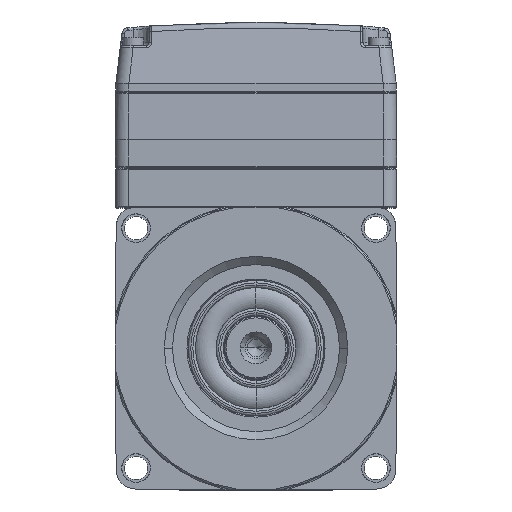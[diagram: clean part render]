
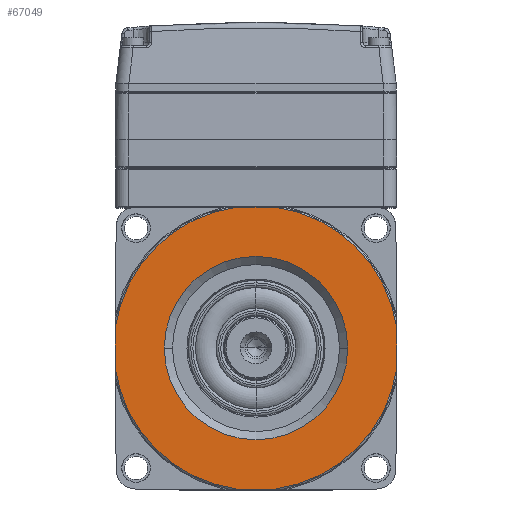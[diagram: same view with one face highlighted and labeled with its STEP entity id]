
A CAD part, top view. The second image highlights one B-rep face of the part: STEP entity #67049.
In plain terms, the highlighted planar face has unit normal (0, 0, -1).
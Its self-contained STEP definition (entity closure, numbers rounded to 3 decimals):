
#1517=DIRECTION('',(-1.,0.,0.));
#1518=VECTOR('',#1517,14.731);
#1519=CARTESIAN_POINT('',(7.365,-54.,3.));
#1520=LINE('',#1519,#1518);
#2127=DIRECTION('',(0.009,1.,0.));
#2128=VECTOR('',#2127,7.852);
#2129=CARTESIAN_POINT('',(-54.,0.,3.));
#2130=LINE('',#2129,#2128);
#3111=CARTESIAN_POINT('',(0.,0.,3.));
#3112=DIRECTION('',(0.,0.,-1.));
#3113=DIRECTION('',(0.99,-0.144,0.));
#3114=AXIS2_PLACEMENT_3D('',#3111,#3112,#3113);
#3116=CARTESIAN_POINT('',(0.,0.,3.));
#3117=DIRECTION('',(0.,0.,-1.));
#3118=DIRECTION('',(0.135,0.991,0.));
#3119=AXIS2_PLACEMENT_3D('',#3116,#3117,#3118);
#3121=CARTESIAN_POINT('',(0.,0.,3.));
#3122=DIRECTION('',(0.,0.,-1.));
#3123=DIRECTION('',(-0.99,0.144,0.));
#3124=AXIS2_PLACEMENT_3D('',#3121,#3122,#3123);
#3126=DIRECTION('',(-0.009,1.,0.));
#3127=VECTOR('',#3126,7.852);
#3128=CARTESIAN_POINT('',(-53.931,-7.851,3.));
#3129=LINE('',#3128,#3127);
#3130=CARTESIAN_POINT('',(0.,0.,3.));
#3131=DIRECTION('',(0.,0.,-1.));
#3132=DIRECTION('',(-0.135,-0.991,0.));
#3133=AXIS2_PLACEMENT_3D('',#3130,#3131,#3132);
#3135=CARTESIAN_POINT('',(0.,0.,3.));
#3136=DIRECTION('',(0.,0.,1.));
#3137=DIRECTION('',(-1.,0.,0.));
#3138=AXIS2_PLACEMENT_3D('',#3135,#3136,#3137);
#3140=CARTESIAN_POINT('',(0.,0.,3.));
#3141=DIRECTION('',(0.,0.,1.));
#3142=DIRECTION('',(1.,0.,0.));
#3143=AXIS2_PLACEMENT_3D('',#3140,#3141,#3142);
#3436=DIRECTION('',(-0.009,-1.,0.));
#3437=VECTOR('',#3436,7.852);
#3438=CARTESIAN_POINT('',(54.,0.,3.));
#3439=LINE('',#3438,#3437);
#3462=DIRECTION('',(0.009,-1.,0.));
#3463=VECTOR('',#3462,7.852);
#3464=CARTESIAN_POINT('',(53.931,7.851,3.));
#3465=LINE('',#3464,#3463);
#3979=DIRECTION('',(1.,0.,0.));
#3980=VECTOR('',#3979,14.731);
#3981=CARTESIAN_POINT('',(-7.365,54.,3.));
#3982=LINE('',#3981,#3980);
#51971=CARTESIAN_POINT('',(-54.,0.,3.));
#51972=VERTEX_POINT('',#51971);
#51973=CARTESIAN_POINT('',(-53.931,-7.851,3.));
#51974=VERTEX_POINT('',#51973);
#51981=CARTESIAN_POINT('',(7.365,-54.,3.));
#51982=CARTESIAN_POINT('',(-7.366,-54.,3.));
#51983=VERTEX_POINT('',#51981);
#51984=VERTEX_POINT('',#51982);
#51985=CARTESIAN_POINT('',(53.931,-7.851,3.));
#51986=VERTEX_POINT('',#51985);
#51987=CARTESIAN_POINT('',(54.,0.,3.));
#51988=VERTEX_POINT('',#51987);
#51989=CARTESIAN_POINT('',(53.931,7.851,3.));
#51990=VERTEX_POINT('',#51989);
#51991=CARTESIAN_POINT('',(7.365,54.,3.));
#51992=VERTEX_POINT('',#51991);
#51993=CARTESIAN_POINT('',(-7.365,54.,3.));
#51994=VERTEX_POINT('',#51993);
#51995=CARTESIAN_POINT('',(-53.931,7.851,3.));
#51996=VERTEX_POINT('',#51995);
#51997=CARTESIAN_POINT('',(-35.13,0.,3.));
#51998=CARTESIAN_POINT('',(35.13,0.,3.));
#51999=VERTEX_POINT('',#51997);
#52000=VERTEX_POINT('',#51998);
#67020=CARTESIAN_POINT('',(0.,0.,3.));
#67021=DIRECTION('',(0.,0.,1.));
#67022=DIRECTION('',(0.,-1.,0.));
#67023=AXIS2_PLACEMENT_3D('',#67020,#67021,#67022);
#67024=PLANE('',#67023);
#67025=ORIENTED_EDGE('',*,*,#64849,.F.);
#67027=ORIENTED_EDGE('',*,*,#67026,.F.);
#67029=ORIENTED_EDGE('',*,*,#67028,.F.);
#67031=ORIENTED_EDGE('',*,*,#67030,.F.);
#67033=ORIENTED_EDGE('',*,*,#67032,.F.);
#67035=ORIENTED_EDGE('',*,*,#67034,.F.);
#67037=ORIENTED_EDGE('',*,*,#67036,.F.);
#67038=ORIENTED_EDGE('',*,*,#65261,.F.);
#67039=ORIENTED_EDGE('',*,*,#65304,.F.);
#67040=ORIENTED_EDGE('',*,*,#67013,.F.);
#67041=EDGE_LOOP('',(#67025,#67027,#67029,#67031,#67033,#67035,#67037,#67038,
#67039,#67040));
#67042=FACE_OUTER_BOUND('',#67041,.F.);
#67044=ORIENTED_EDGE('',*,*,#67043,.F.);
#67046=ORIENTED_EDGE('',*,*,#67045,.F.);
#67047=EDGE_LOOP('',(#67044,#67046));
#67048=FACE_BOUND('',#67047,.F.);
#67049=ADVANCED_FACE('',(#67042,#67048),#67024,.F.);
#3115=CIRCLE('',#3114,54.5);
#3120=CIRCLE('',#3119,54.5);
#3125=CIRCLE('',#3124,54.5);
#3134=CIRCLE('',#3133,54.5);
#3139=CIRCLE('',#3138,35.13);
#3144=CIRCLE('',#3143,35.13);
#64849=EDGE_CURVE('',#51983,#51984,#1520,.T.);
#65261=EDGE_CURVE('',#51972,#51996,#2130,.T.);
#65304=EDGE_CURVE('',#51974,#51972,#3129,.T.);
#67013=EDGE_CURVE('',#51984,#51974,#3134,.T.);
#67026=EDGE_CURVE('',#51986,#51983,#3115,.T.);
#67028=EDGE_CURVE('',#51988,#51986,#3439,.T.);
#67030=EDGE_CURVE('',#51990,#51988,#3465,.T.);
#67032=EDGE_CURVE('',#51992,#51990,#3120,.T.);
#67034=EDGE_CURVE('',#51994,#51992,#3982,.T.);
#67036=EDGE_CURVE('',#51996,#51994,#3125,.T.);
#67043=EDGE_CURVE('',#51999,#52000,#3139,.T.);
#67045=EDGE_CURVE('',#52000,#51999,#3144,.T.);
